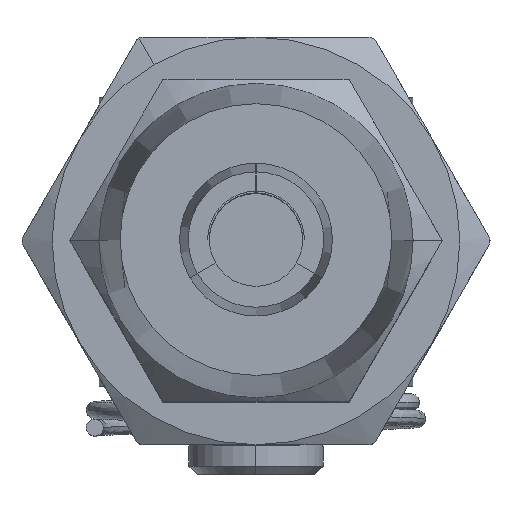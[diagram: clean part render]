
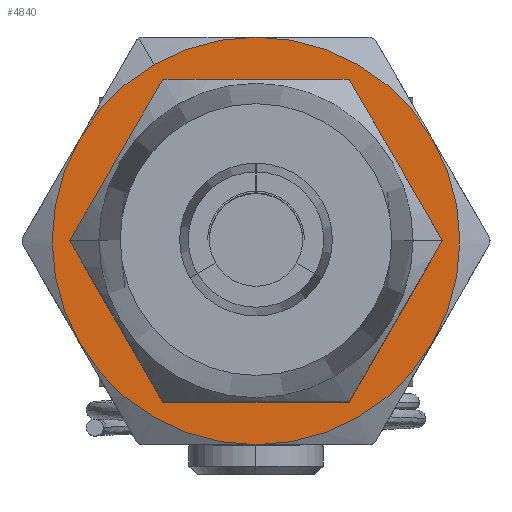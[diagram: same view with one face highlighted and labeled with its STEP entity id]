
A CAD part, top view. The second image highlights one B-rep face of the part: STEP entity #4840.
In plain terms, the highlighted face is planar.
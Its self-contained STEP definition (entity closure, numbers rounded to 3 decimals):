
#65 = CARTESIAN_POINT ( 'NONE',  ( 0., -4., 0. ) ) ;
#487 = ORIENTED_EDGE ( 'NONE', *, *, #4257, .T. ) ;
#872 = ORIENTED_EDGE ( 'NONE', *, *, #12942, .T. ) ;
#965 = CIRCLE ( 'NONE', #10714, 7.5 ) ;
#1168 = ORIENTED_EDGE ( 'NONE', *, *, #10609, .T. ) ;
#1372 = EDGE_LOOP ( 'NONE', ( #16027, #1168, #23519, #16147, #487, #5779, #1986 ) ) ;
#1986 = ORIENTED_EDGE ( 'NONE', *, *, #15818, .T. ) ;
#2028 = DIRECTION ( 'NONE',  ( 0., 1., 0. ) ) ;
#2041 = EDGE_CURVE ( 'NONE', #4389, #11653, #12324, .T. ) ;
#2453 = EDGE_CURVE ( 'NONE', #13230, #9295, #14717, .T. ) ;
#2819 = CARTESIAN_POINT ( 'NONE',  ( 0., -4., 0. ) ) ;
#3046 = CIRCLE ( 'NONE', #7398, 12. ) ;
#3448 = CARTESIAN_POINT ( 'NONE',  ( 0., -4., 0. ) ) ;
#3784 = AXIS2_PLACEMENT_3D ( 'NONE', #16966, #2028, #19137 ) ;
#3866 = DIRECTION ( 'NONE',  ( 0., 0., 1. ) ) ;
#4257 = EDGE_CURVE ( 'NONE', #23813, #4389, #9319, .T. ) ;
#4389 = VERTEX_POINT ( 'NONE', #11337 ) ;
#4840 = ADVANCED_FACE ( 'NONE', ( #11674, #24150 ), #23054, .F. ) ;
#5013 = CARTESIAN_POINT ( 'NONE',  ( 0., -4., -12. ) ) ;
#5779 = ORIENTED_EDGE ( 'NONE', *, *, #2041, .T. ) ;
#7398 = AXIS2_PLACEMENT_3D ( 'NONE', #65, #13227, #3866 ) ;
#7876 = AXIS2_PLACEMENT_3D ( 'NONE', #2819, #16009, #16167 ) ;
#8408 = DIRECTION ( 'NONE',  ( 0., 0., 1. ) ) ;
#8550 = EDGE_CURVE ( 'NONE', #12978, #12932, #19934, .T. ) ;
#8618 = CARTESIAN_POINT ( 'NONE',  ( 0., -4., -7.5 ) ) ;
#8969 = VERTEX_POINT ( 'NONE', #16274 ) ;
#9295 = VERTEX_POINT ( 'NONE', #12609 ) ;
#9319 = CIRCLE ( 'NONE', #14340, 12. ) ;
#9658 = EDGE_LOOP ( 'NONE', ( #872, #16505 ) ) ;
#9861 = AXIS2_PLACEMENT_3D ( 'NONE', #19699, #17695, #13863 ) ;
#10132 = CARTESIAN_POINT ( 'NONE',  ( -10.392, -4., -6. ) ) ;
#10272 = DIRECTION ( 'NONE',  ( 0., -1., 0. ) ) ;
#10352 = DIRECTION ( 'NONE',  ( 0., 0., 1. ) ) ;
#10543 = DIRECTION ( 'NONE',  ( 0., 0., 1. ) ) ;
#10609 = EDGE_CURVE ( 'NONE', #9295, #8969, #3046, .T. ) ;
#10690 = CIRCLE ( 'NONE', #16959, 12. ) ;
#10714 = AXIS2_PLACEMENT_3D ( 'NONE', #11041, #20523, #16629 ) ;
#11041 = CARTESIAN_POINT ( 'NONE',  ( 0., -4., 0. ) ) ;
#11337 = CARTESIAN_POINT ( 'NONE',  ( 10.392, -4., -6. ) ) ;
#11653 = VERTEX_POINT ( 'NONE', #11815 ) ;
#11674 = FACE_BOUND ( 'NONE', #9658, .T. ) ;
#11815 = CARTESIAN_POINT ( 'NONE',  ( 12., -4., 0. ) ) ;
#12118 = CIRCLE ( 'NONE', #24451, 12. ) ;
#12314 = CARTESIAN_POINT ( 'NONE',  ( 0., -4., 0. ) ) ;
#12324 = CIRCLE ( 'NONE', #9861, 12. ) ;
#12609 = CARTESIAN_POINT ( 'NONE',  ( 0., -4., 12. ) ) ;
#12683 = DIRECTION ( 'NONE',  ( 0., -1., 0. ) ) ;
#12932 = VERTEX_POINT ( 'NONE', #8618 ) ;
#12942 = EDGE_CURVE ( 'NONE', #12932, #12978, #965, .T. ) ;
#12978 = VERTEX_POINT ( 'NONE', #20450 ) ;
#13227 = DIRECTION ( 'NONE',  ( 0., -1., 0. ) ) ;
#13230 = VERTEX_POINT ( 'NONE', #14969 ) ;
#13863 = DIRECTION ( 'NONE',  ( 0., 0., 1. ) ) ;
#14092 = DIRECTION ( 'NONE',  ( 0., -1., 0. ) ) ;
#14340 = AXIS2_PLACEMENT_3D ( 'NONE', #21646, #10272, #10352 ) ;
#14717 = CIRCLE ( 'NONE', #23384, 12. ) ;
#14745 = EDGE_CURVE ( 'NONE', #8969, #21231, #15092, .T. ) ;
#14969 = CARTESIAN_POINT ( 'NONE',  ( 10.392, -4., 6. ) ) ;
#15092 = CIRCLE ( 'NONE', #23314, 12. ) ;
#15818 = EDGE_CURVE ( 'NONE', #11653, #13230, #10690, .T. ) ;
#16009 = DIRECTION ( 'NONE',  ( 0., 1., 0. ) ) ;
#16027 = ORIENTED_EDGE ( 'NONE', *, *, #2453, .T. ) ;
#16147 = ORIENTED_EDGE ( 'NONE', *, *, #21534, .T. ) ;
#16167 = DIRECTION ( 'NONE',  ( 0., 0., 1. ) ) ;
#16274 = CARTESIAN_POINT ( 'NONE',  ( -10.392, -4., 6. ) ) ;
#16505 = ORIENTED_EDGE ( 'NONE', *, *, #8550, .T. ) ;
#16611 = DIRECTION ( 'NONE',  ( 0., -1., 0. ) ) ;
#16629 = DIRECTION ( 'NONE',  ( 0., 0., 1. ) ) ;
#16959 = AXIS2_PLACEMENT_3D ( 'NONE', #3448, #16611, #10543 ) ;
#16966 = CARTESIAN_POINT ( 'NONE',  ( 0., -4., 0. ) ) ;
#17695 = DIRECTION ( 'NONE',  ( 0., -1., 0. ) ) ;
#17767 = CARTESIAN_POINT ( 'NONE',  ( 0., -4., 0. ) ) ;
#19137 = DIRECTION ( 'NONE',  ( 0., 0., 1. ) ) ;
#19699 = CARTESIAN_POINT ( 'NONE',  ( 0., -4., 0. ) ) ;
#19934 = CIRCLE ( 'NONE', #3784, 7.5 ) ;
#20020 = CARTESIAN_POINT ( 'NONE',  ( 0., -4., 0. ) ) ;
#20257 = DIRECTION ( 'NONE',  ( 0., 0., 1. ) ) ;
#20450 = CARTESIAN_POINT ( 'NONE',  ( 0., -4., 7.5 ) ) ;
#20523 = DIRECTION ( 'NONE',  ( 0., 1., 0. ) ) ;
#21231 = VERTEX_POINT ( 'NONE', #10132 ) ;
#21534 = EDGE_CURVE ( 'NONE', #21231, #23813, #12118, .T. ) ;
#21646 = CARTESIAN_POINT ( 'NONE',  ( 0., -4., 0. ) ) ;
#23054 = PLANE ( 'NONE',  #7876 ) ;
#23147 = DIRECTION ( 'NONE',  ( 0., -1., 0. ) ) ;
#23314 = AXIS2_PLACEMENT_3D ( 'NONE', #17767, #23147, #8408 ) ;
#23384 = AXIS2_PLACEMENT_3D ( 'NONE', #12314, #14092, #23457 ) ;
#23457 = DIRECTION ( 'NONE',  ( 1., 0., 0. ) ) ;
#23519 = ORIENTED_EDGE ( 'NONE', *, *, #14745, .T. ) ;
#23813 = VERTEX_POINT ( 'NONE', #5013 ) ;
#24150 = FACE_OUTER_BOUND ( 'NONE', #1372, .T. ) ;
#24451 = AXIS2_PLACEMENT_3D ( 'NONE', #20020, #12683, #20257 ) ;
